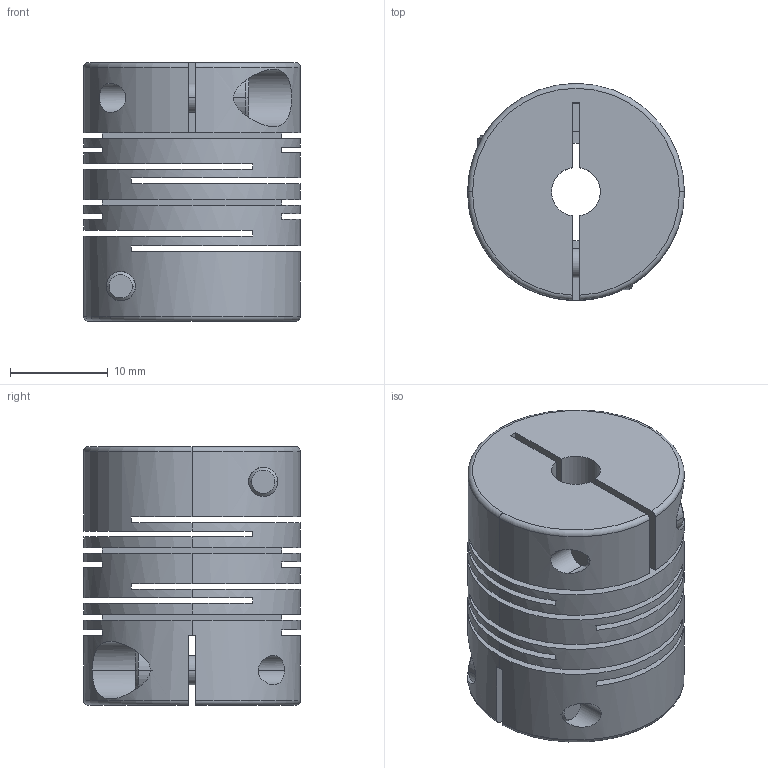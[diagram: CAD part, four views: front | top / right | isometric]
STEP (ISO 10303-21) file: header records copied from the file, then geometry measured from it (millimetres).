
FILE_DESCRIPTION (( 'STEP AP203' ), '1' );
FILE_NAME ('SRB-22C-5-10.step', '2021-04-15T12:53:57', ( '' ), ( '' ), 'SwSTEP 2.0', 'SolidWorks 2021', '' );
FILE_SCHEMA (( 'CONFIG_CONTROL_DESIGN' ));
Length unit declared in the file: millimetre
Products named in the file (1): SRB-22C-5-10
Bounding box: 22.2 x 22.2 x 26.5 mm (x, y, z)
Volume: 7113.5 mm3; surface area: 7505.2 mm2
Topology: 1 solids, 1 shells, 115 faces, 305 edges, 200 vertices
Faces by surface type: plane 60, cylinder 42, cone 8, torus 5
Entity records: 4423 total; most frequent: CARTESIAN_POINT 1353, DIRECTION 650, ORIENTED_EDGE 610, EDGE_CURVE 305, AXIS2_PLACEMENT_3D 243, VERTEX_POINT 200, LINE 164, VECTOR 164
